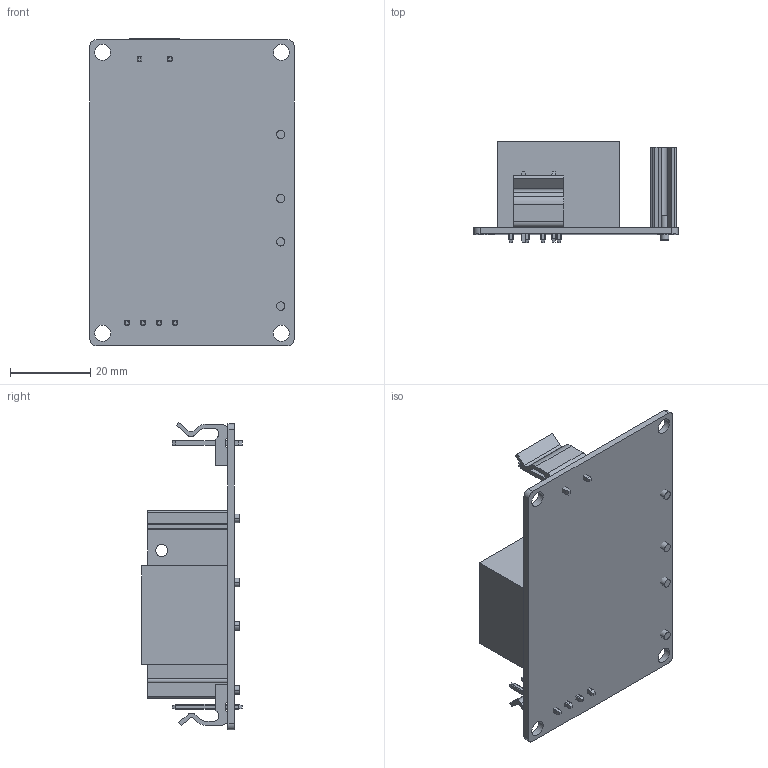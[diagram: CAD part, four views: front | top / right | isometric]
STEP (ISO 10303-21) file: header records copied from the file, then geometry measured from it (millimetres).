
FILE_DESCRIPTION((''),'2;1');
FILE_NAME('MPE-S043_5_6_ASM','2019-03-26T',('Annie'),(''),'PRO/ENGINEER BY PARAMETRIC TECHNOLOGY CORPORATION, 2011080','PRO/ENGINEER BY PARAMETRIC TECHNOLOGY CORPORATION, 2011080','');
FILE_SCHEMA(('CONFIG_CONTROL_DESIGN','SHAPE_APPEARANCE_LAYERS_GROUPS'));
Length unit declared in the file: millimetre
Products named in the file (6): 850-S043; 710-8089-02; 710-8673-04; 360-S043_5_6; 800-S043; MPE-S043_5_6_ASM
Assembly tree (6 placements, depth 2):
  MPE-S043_5_6_ASM
    850-S043
    710-8089-02
    710-8673-04
    360-S043_5_6
    800-S043  x2
Bounding box: 50.8 x 25.1 x 76.6 mm (x, y, z)
Volume: 27440.9 mm3; surface area: 17285.3 mm2
Topology: 6 solids, 6 shells, 643 faces, 1807 edges, 1202 vertices
Faces by surface type: plane 541, cylinder 102
Entity records: 19334 total; most frequent: CARTESIAN_POINT 3794, ORIENTED_EDGE 3346, DIRECTION 2937, EDGE_CURVE 1673, VECTOR 1463, LINE 1463, VERTEX_POINT 1114, AXIS2_PLACEMENT_3D 737
